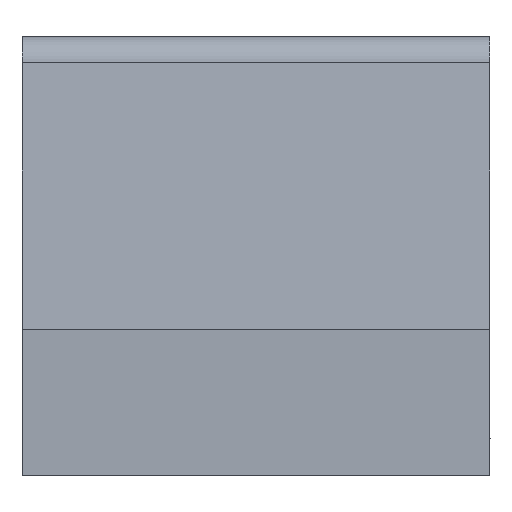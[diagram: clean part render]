
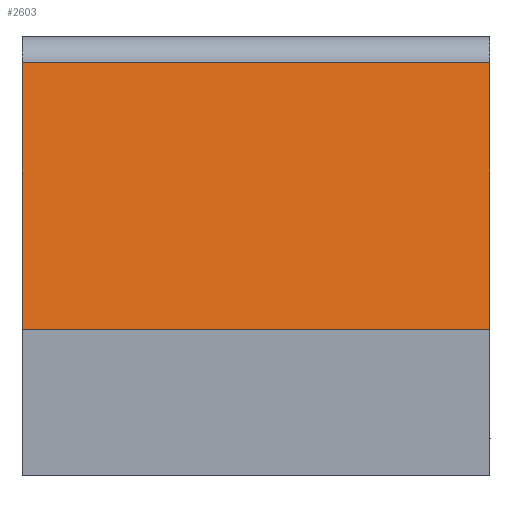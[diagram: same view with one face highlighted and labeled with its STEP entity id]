
A CAD part, left-side view. The second image highlights one B-rep face of the part: STEP entity #2603.
In plain terms, the highlighted planar face has unit normal (-0.995, 0, 0.1).
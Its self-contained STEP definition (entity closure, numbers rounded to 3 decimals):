
#2603=ADVANCED_FACE('',(#2917),#7489,.T.);
#2917=FACE_OUTER_BOUND('',#3231,.T.);
#3231=EDGE_LOOP('',(#3592,#3593,#3594,#3595));
#3592=ORIENTED_EDGE('',*,*,#5264,.F.);
#3593=ORIENTED_EDGE('',*,*,#5265,.F.);
#3594=ORIENTED_EDGE('',*,*,#5266,.F.);
#3595=ORIENTED_EDGE('',*,*,#5263,.F.);
#5263=EDGE_CURVE('',#6936,#6937,#6103,.T.);
#5264=EDGE_CURVE('',#6938,#6936,#6104,.T.);
#5265=EDGE_CURVE('',#6939,#6938,#6105,.T.);
#5266=EDGE_CURVE('',#6937,#6939,#6106,.T.);
#6103=B_SPLINE_CURVE_WITH_KNOTS('',1,(#8165,#8166),.UNSPECIFIED.,.F.,.F.,
(2,2),(-0.457,0.),.UNSPECIFIED.);
#6104=B_SPLINE_CURVE_WITH_KNOTS('',1,(#8167,#8168),.UNSPECIFIED.,.F.,.F.,
(2,2),(-0.8,0.),.UNSPECIFIED.);
#6105=B_SPLINE_CURVE_WITH_KNOTS('',1,(#8169,#8170),.UNSPECIFIED.,.F.,.F.,
(2,2),(-0.457,0.),.UNSPECIFIED.);
#6106=B_SPLINE_CURVE_WITH_KNOTS('',1,(#8171,#8172),.UNSPECIFIED.,.F.,.F.,
(2,2),(-0.8,0.),.UNSPECIFIED.);
#6936=VERTEX_POINT('',#8145);
#6937=VERTEX_POINT('',#8146);
#6938=VERTEX_POINT('',#8147);
#6939=VERTEX_POINT('',#8148);
#7489=PLANE('',#7705);
#7705=AXIS2_PLACEMENT_3D('',#8131,#7906,$);
#7906=DIRECTION('',(-0.995,0.,0.1));
#8131=CARTESIAN_POINT('',(-0.664,1.08,-0.393));
#8145=CARTESIAN_POINT('',(-0.555,-0.4,0.705));
#8146=CARTESIAN_POINT('',(-0.6,-0.4,0.25));
#8147=CARTESIAN_POINT('',(-0.555,0.4,0.705));
#8148=CARTESIAN_POINT('',(-0.6,0.4,0.25));
#8165=CARTESIAN_POINT('',(-0.555,-0.4,0.705));
#8166=CARTESIAN_POINT('',(-0.6,-0.4,0.25));
#8167=CARTESIAN_POINT('',(-0.555,0.4,0.705));
#8168=CARTESIAN_POINT('',(-0.555,-0.4,0.705));
#8169=CARTESIAN_POINT('',(-0.6,0.4,0.25));
#8170=CARTESIAN_POINT('',(-0.555,0.4,0.705));
#8171=CARTESIAN_POINT('',(-0.6,-0.4,0.25));
#8172=CARTESIAN_POINT('',(-0.6,0.4,0.25));
